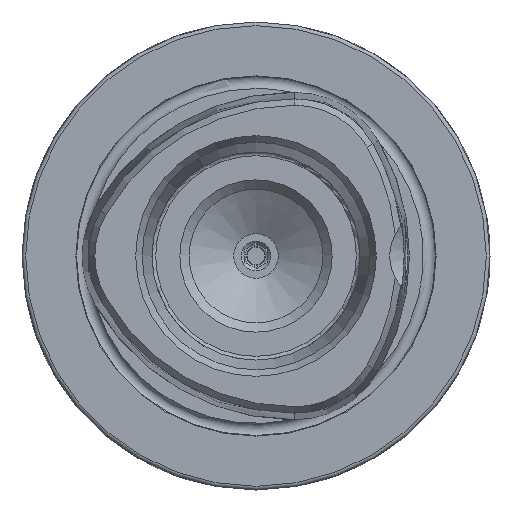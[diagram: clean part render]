
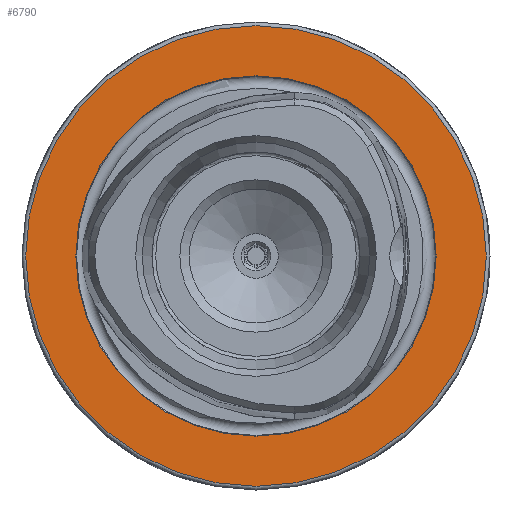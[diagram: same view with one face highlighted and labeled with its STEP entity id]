
A CAD part, left-side view. The second image highlights one B-rep face of the part: STEP entity #6790.
In plain terms, the highlighted planar face has unit normal (-1, 0, 0).
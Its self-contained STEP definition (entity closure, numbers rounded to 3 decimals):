
#29 = ORIENTED_EDGE ( 'NONE', *, *, #5502, .F. ) ;
#97 = DIRECTION ( 'NONE',  ( 1., 0., 0. ) ) ;
#107 = AXIS2_PLACEMENT_3D ( 'NONE', #2186, #97, #7465 ) ;
#545 = EDGE_LOOP ( 'NONE', ( #29 ) ) ;
#1331 = PLANE ( 'NONE',  #107 ) ;
#2011 = CIRCLE ( 'NONE', #10241, 31. ) ;
#2186 = CARTESIAN_POINT ( 'NONE',  ( 0., 24.25, 0. ) ) ;
#3916 = CIRCLE ( 'NONE', #7804, 24.25 ) ;
#4396 = FACE_OUTER_BOUND ( 'NONE', #11101, .T. ) ;
#4991 = DIRECTION ( 'NONE',  ( 0., 0., 1. ) ) ;
#5432 = VERTEX_POINT ( 'NONE', #6816 ) ;
#5502 = EDGE_CURVE ( 'NONE', #5432, #5432, #3916, .T. ) ;
#5996 = DIRECTION ( 'NONE',  ( 0., 0., 1. ) ) ;
#6790 = ADVANCED_FACE ( 'NONE', ( #6970, #4396 ), #1331, .F. ) ;
#6816 = CARTESIAN_POINT ( 'NONE',  ( 0., 0., 24.25 ) ) ;
#6970 = FACE_BOUND ( 'NONE', #545, .T. ) ;
#7030 = CARTESIAN_POINT ( 'NONE',  ( 0., 0., 0. ) ) ;
#7280 = ORIENTED_EDGE ( 'NONE', *, *, #8861, .T. ) ;
#7465 = DIRECTION ( 'NONE',  ( 0., 0., -1. ) ) ;
#7804 = AXIS2_PLACEMENT_3D ( 'NONE', #12132, #12180, #5996 ) ;
#8861 = EDGE_CURVE ( 'NONE', #9114, #9114, #2011, .T. ) ;
#8999 = CARTESIAN_POINT ( 'NONE',  ( 0., 0., 31. ) ) ;
#9114 = VERTEX_POINT ( 'NONE', #8999 ) ;
#10112 = DIRECTION ( 'NONE',  ( -1., 0., 0. ) ) ;
#10241 = AXIS2_PLACEMENT_3D ( 'NONE', #7030, #10112, #4991 ) ;
#11101 = EDGE_LOOP ( 'NONE', ( #7280 ) ) ;
#12132 = CARTESIAN_POINT ( 'NONE',  ( 0., 0., 0. ) ) ;
#12180 = DIRECTION ( 'NONE',  ( -1., 0., 0. ) ) ;
